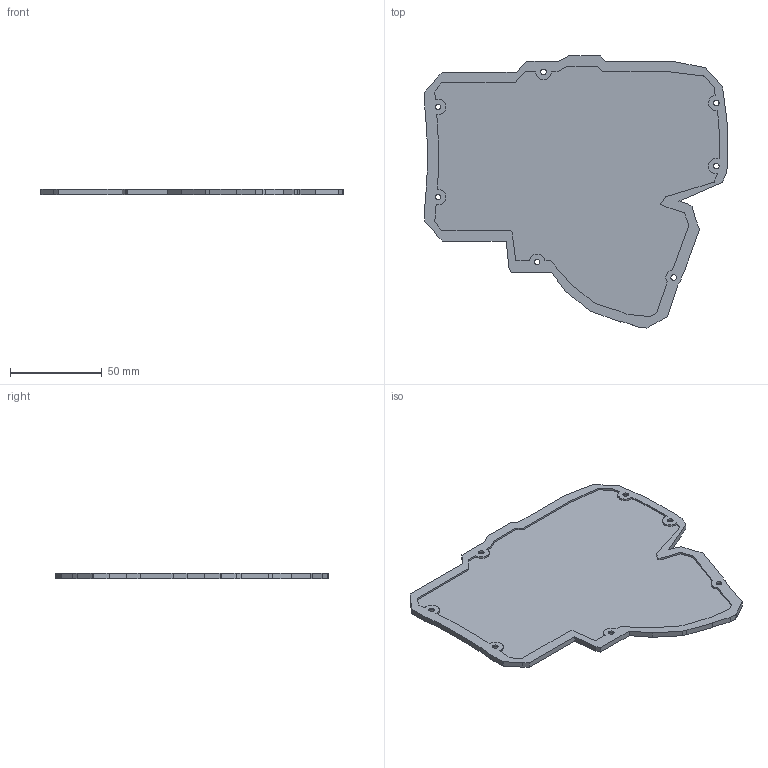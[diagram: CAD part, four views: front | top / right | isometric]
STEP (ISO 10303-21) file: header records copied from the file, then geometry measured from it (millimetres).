
FILE_DESCRIPTION(('Open CASCADE Model'),'2;1');
FILE_NAME('Open CASCADE Shape Model','2022-05-13T05:03:25',('Author'),( 'Open CASCADE'),'Open CASCADE STEP processor 7.4','Open CASCADE 7.4' ,'Unknown');
FILE_SCHEMA(('AUTOMOTIVE_DESIGN { 1 0 10303 214 1 1 1 1 }'));
Length unit declared in the file: millimetre
Products named in the file (1): Open CASCADE STEP translator 7.4 125
Bounding box: 165.07 x 148.22 x 3 mm (x, y, z)
Volume: 39210.9 mm3; surface area: 38722.5 mm2
Topology: 1 solids, 1 shells, 124 faces, 356 edges, 235 vertices
Faces by surface type: plane 102, cylinder 15, cone 7
Full cylindrical faces by diameter (mm): 3 x7
Entity records: 8757 total; most frequent: CARTESIAN_POINT 1608, DIRECTION 1325, LINE 1001, VECTOR 1001, ORIENTED_EDGE 712, PCURVE 712, DEFINITIONAL_REPRESENTATION 712, EDGE_CURVE 356
